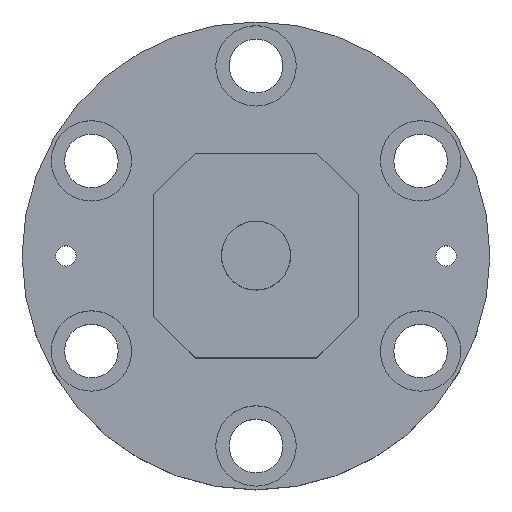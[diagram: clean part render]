
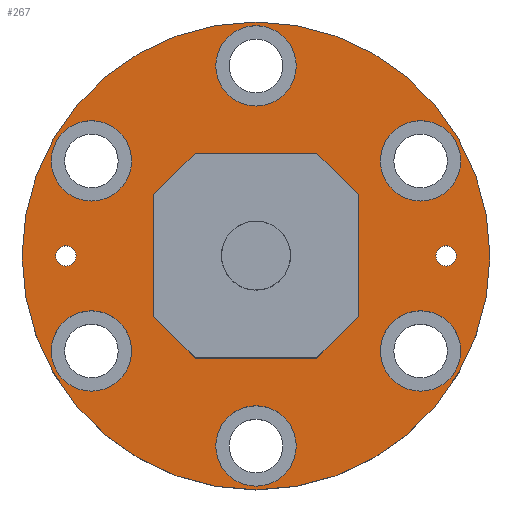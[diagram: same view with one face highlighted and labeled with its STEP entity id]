
A CAD part, top view. The second image highlights one B-rep face of the part: STEP entity #267.
In plain terms, the highlighted planar face has unit normal (0, 0, 1).
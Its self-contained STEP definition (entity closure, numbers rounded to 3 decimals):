
#267=ADVANCED_FACE('',(#629,#630,#631,#632,#633,#634,#635,#636,#637,#638),#639,.T.);
#629=FACE_BOUND('',#1151,.T.);
#630=FACE_BOUND('',#1152,.T.);
#631=FACE_BOUND('',#1153,.T.);
#632=FACE_BOUND('',#1154,.T.);
#633=FACE_BOUND('',#1155,.T.);
#634=FACE_BOUND('',#1156,.T.);
#635=FACE_BOUND('',#1157,.T.);
#636=FACE_OUTER_BOUND('',#1158,.T.);
#637=FACE_BOUND('',#1159,.T.);
#638=FACE_BOUND('',#1160,.T.);
#639=PLANE('',#1161);
#1151=EDGE_LOOP('',(#1806,#1807));
#1152=EDGE_LOOP('',(#1808,#1809));
#1153=EDGE_LOOP('',(#1810,#1811));
#1154=EDGE_LOOP('',(#1812,#1813));
#1155=EDGE_LOOP('',(#1814,#1815));
#1156=EDGE_LOOP('',(#1816,#1817));
#1157=EDGE_LOOP('',(#1818,#1819));
#1158=EDGE_LOOP('',(#1820,#1821));
#1159=EDGE_LOOP('',(#1822,#1823));
#1160=EDGE_LOOP('',(#1824,#1825));
#1161=AXIS2_PLACEMENT_3D('',#1826,#1827,#1828);
#1806=ORIENTED_EDGE('',*,*,#2942,.T.);
#1807=ORIENTED_EDGE('',*,*,#2935,.T.);
#1808=ORIENTED_EDGE('',*,*,#2884,.T.);
#1809=ORIENTED_EDGE('',*,*,#2950,.T.);
#1810=ORIENTED_EDGE('',*,*,#2874,.T.);
#1811=ORIENTED_EDGE('',*,*,#2951,.T.);
#1812=ORIENTED_EDGE('',*,*,#2864,.T.);
#1813=ORIENTED_EDGE('',*,*,#2952,.T.);
#1814=ORIENTED_EDGE('',*,*,#2854,.T.);
#1815=ORIENTED_EDGE('',*,*,#2953,.T.);
#1816=ORIENTED_EDGE('',*,*,#2844,.T.);
#1817=ORIENTED_EDGE('',*,*,#2954,.T.);
#1818=ORIENTED_EDGE('',*,*,#2834,.T.);
#1819=ORIENTED_EDGE('',*,*,#2955,.T.);
#1820=ORIENTED_EDGE('',*,*,#2812,.T.);
#1821=ORIENTED_EDGE('',*,*,#2956,.T.);
#1822=ORIENTED_EDGE('',*,*,#2925,.T.);
#1823=ORIENTED_EDGE('',*,*,#2948,.T.);
#1824=ORIENTED_EDGE('',*,*,#2930,.T.);
#1825=ORIENTED_EDGE('',*,*,#2945,.T.);
#1826=CARTESIAN_POINT('',(-70.0,0.0,0.0));
#1827=DIRECTION('',(0.0,0.0,1.0));
#1828=DIRECTION('',(-1.0,0.0,0.0));
#2812=EDGE_CURVE('',#3294,#3298,#3300,.T.);
#2834=EDGE_CURVE('',#3338,#3335,#3339,.T.);
#2844=EDGE_CURVE('',#3356,#3353,#3357,.T.);
#2854=EDGE_CURVE('',#3374,#3371,#3375,.T.);
#2864=EDGE_CURVE('',#3392,#3389,#3393,.T.);
#2874=EDGE_CURVE('',#3410,#3407,#3411,.T.);
#2884=EDGE_CURVE('',#3428,#3425,#3429,.T.);
#2925=EDGE_CURVE('',#3499,#3496,#3500,.T.);
#2930=EDGE_CURVE('',#3508,#3505,#3509,.T.);
#2935=EDGE_CURVE('',#3517,#3514,#3518,.T.);
#2942=EDGE_CURVE('',#3514,#3517,#3526,.T.);
#2945=EDGE_CURVE('',#3505,#3508,#3529,.T.);
#2948=EDGE_CURVE('',#3496,#3499,#3532,.T.);
#2950=EDGE_CURVE('',#3425,#3428,#3534,.T.);
#2951=EDGE_CURVE('',#3407,#3410,#3535,.T.);
#2952=EDGE_CURVE('',#3389,#3392,#3536,.T.);
#2953=EDGE_CURVE('',#3371,#3374,#3537,.T.);
#2954=EDGE_CURVE('',#3353,#3356,#3538,.T.);
#2955=EDGE_CURVE('',#3335,#3338,#3539,.T.);
#2956=EDGE_CURVE('',#3298,#3294,#3540,.T.);
#3294=VERTEX_POINT('',#3989);
#3298=VERTEX_POINT('',#3994);
#3300=CIRCLE('',#3997,96.0);
#3335=VERTEX_POINT('',#4040);
#3338=VERTEX_POINT('',#4044);
#3339=CIRCLE('',#4045,16.5);
#3353=VERTEX_POINT('',#4062);
#3356=VERTEX_POINT('',#4066);
#3357=CIRCLE('',#4067,16.5);
#3371=VERTEX_POINT('',#4084);
#3374=VERTEX_POINT('',#4088);
#3375=CIRCLE('',#4089,16.5);
#3389=VERTEX_POINT('',#4106);
#3392=VERTEX_POINT('',#4110);
#3393=CIRCLE('',#4111,16.5);
#3407=VERTEX_POINT('',#4128);
#3410=VERTEX_POINT('',#4132);
#3411=CIRCLE('',#4133,16.5);
#3425=VERTEX_POINT('',#4150);
#3428=VERTEX_POINT('',#4154);
#3429=CIRCLE('',#4155,16.5);
#3496=VERTEX_POINT('',#4239);
#3499=VERTEX_POINT('',#4243);
#3500=CIRCLE('',#4244,4.19);
#3505=VERTEX_POINT('',#4250);
#3508=VERTEX_POINT('',#4254);
#3509=CIRCLE('',#4255,4.19);
#3514=VERTEX_POINT('',#4261);
#3517=VERTEX_POINT('',#4265);
#3518=CIRCLE('',#4266,18.0);
#3526=CIRCLE('',#4275,18.0);
#3529=CIRCLE('',#4278,4.19);
#3532=CIRCLE('',#4281,4.19);
#3534=CIRCLE('',#4283,16.5);
#3535=CIRCLE('',#4284,16.5);
#3536=CIRCLE('',#4285,16.5);
#3537=CIRCLE('',#4286,16.5);
#3538=CIRCLE('',#4287,16.5);
#3539=CIRCLE('',#4288,16.5);
#3540=CIRCLE('',#4289,96.0);
#3989=CARTESIAN_POINT('',(-96.0,0.0,0.0));
#3994=CARTESIAN_POINT('',(96.0,0.,0.0));
#3997=AXIS2_PLACEMENT_3D('',#4818,#4819,#4820);
#4040=CARTESIAN_POINT('',(59.3,-53.289,0.0));
#4044=CARTESIAN_POINT('',(75.8,-24.711,0.0));
#4045=AXIS2_PLACEMENT_3D('',#4851,#4852,#4853);
#4062=CARTESIAN_POINT('',(75.8,24.711,0.0));
#4066=CARTESIAN_POINT('',(59.3,53.289,0.0));
#4067=AXIS2_PLACEMENT_3D('',#4867,#4868,#4869);
#4084=CARTESIAN_POINT('',(16.5,78.,0.0));
#4088=CARTESIAN_POINT('',(-16.5,78.,0.0));
#4089=AXIS2_PLACEMENT_3D('',#4883,#4884,#4885);
#4106=CARTESIAN_POINT('',(-59.3,53.289,0.0));
#4110=CARTESIAN_POINT('',(-75.8,24.711,0.0));
#4111=AXIS2_PLACEMENT_3D('',#4899,#4900,#4901);
#4128=CARTESIAN_POINT('',(-75.8,-24.711,0.0));
#4132=CARTESIAN_POINT('',(-59.3,-53.289,0.0));
#4133=AXIS2_PLACEMENT_3D('',#4915,#4916,#4917);
#4150=CARTESIAN_POINT('',(-16.5,-78.,0.0));
#4154=CARTESIAN_POINT('',(16.5,-78.,0.0));
#4155=AXIS2_PLACEMENT_3D('',#4931,#4932,#4933);
#4239=CARTESIAN_POINT('',(-82.19,0.,0.0));
#4243=CARTESIAN_POINT('',(-73.81,0.,0.0));
#4244=AXIS2_PLACEMENT_3D('',#4991,#4992,#4993);
#4250=CARTESIAN_POINT('',(82.19,0.,0.0));
#4254=CARTESIAN_POINT('',(73.81,0.,0.0));
#4255=AXIS2_PLACEMENT_3D('',#4999,#5000,#5001);
#4261=CARTESIAN_POINT('',(18.0,0.0,0.0));
#4265=CARTESIAN_POINT('',(-18.0,0.,0.0));
#4266=AXIS2_PLACEMENT_3D('',#5007,#5008,#5009);
#4275=AXIS2_PLACEMENT_3D('',#5020,#5021,#5022);
#4278=AXIS2_PLACEMENT_3D('',#5026,#5027,#5028);
#4281=AXIS2_PLACEMENT_3D('',#5032,#5033,#5034);
#4283=AXIS2_PLACEMENT_3D('',#5035,#5036,#5037);
#4284=AXIS2_PLACEMENT_3D('',#5038,#5039,#5040);
#4285=AXIS2_PLACEMENT_3D('',#5041,#5042,#5043);
#4286=AXIS2_PLACEMENT_3D('',#5044,#5045,#5046);
#4287=AXIS2_PLACEMENT_3D('',#5047,#5048,#5049);
#4288=AXIS2_PLACEMENT_3D('',#5050,#5051,#5052);
#4289=AXIS2_PLACEMENT_3D('',#5053,#5054,#5055);
#4818=CARTESIAN_POINT('',(0.0,0.0,0.0));
#4819=DIRECTION('',(0.0,0.0,1.0));
#4820=DIRECTION('',(-1.0,0.0,0.0));
#4851=CARTESIAN_POINT('',(67.55,-39.0,0.0));
#4852=DIRECTION('',(-0.0,0.0,-1.0));
#4853=DIRECTION('',(-0.5,-0.866,0.0));
#4867=CARTESIAN_POINT('',(67.55,39.0,0.0));
#4868=DIRECTION('',(0.0,-0.0,-1.0));
#4869=DIRECTION('',(0.5,-0.866,0.0));
#4883=CARTESIAN_POINT('',(0.,78.0,0.0));
#4884=DIRECTION('',(0.0,0.0,-1.0));
#4885=DIRECTION('',(1.0,0.,0.0));
#4899=CARTESIAN_POINT('',(-67.55,39.,0.0));
#4900=DIRECTION('',(0.0,0.0,-1.0));
#4901=DIRECTION('',(0.5,0.866,0.0));
#4915=CARTESIAN_POINT('',(-67.55,-39.0,0.0));
#4916=DIRECTION('',(-0.0,0.0,-1.0));
#4917=DIRECTION('',(-0.5,0.866,0.0));
#4931=CARTESIAN_POINT('',(0.,-78.0,0.0));
#4932=DIRECTION('',(-0.0,0.0,-1.0));
#4933=DIRECTION('',(-1.0,0.,0.0));
#4991=CARTESIAN_POINT('',(-78.0,0.0,0.0));
#4992=DIRECTION('',(-0.0,0.0,-1.0));
#4993=DIRECTION('',(-1.0,0.,0.0));
#4999=CARTESIAN_POINT('',(78.0,0.,0.0));
#5000=DIRECTION('',(0.0,0.0,-1.0));
#5001=DIRECTION('',(1.0,0.,0.0));
#5007=CARTESIAN_POINT('',(0.0,0.0,0.0));
#5008=DIRECTION('',(0.0,0.0,-1.0));
#5009=DIRECTION('',(1.0,0.0,0.0));
#5020=CARTESIAN_POINT('',(0.0,0.0,0.0));
#5021=DIRECTION('',(0.0,0.0,-1.0));
#5022=DIRECTION('',(1.0,0.0,0.0));
#5026=CARTESIAN_POINT('',(78.0,0.,0.0));
#5027=DIRECTION('',(0.0,0.0,-1.0));
#5028=DIRECTION('',(1.0,0.,0.0));
#5032=CARTESIAN_POINT('',(-78.0,0.0,0.0));
#5033=DIRECTION('',(-0.0,0.0,-1.0));
#5034=DIRECTION('',(-1.0,0.,0.0));
#5035=CARTESIAN_POINT('',(0.,-78.0,0.0));
#5036=DIRECTION('',(-0.0,0.0,-1.0));
#5037=DIRECTION('',(-1.0,0.,0.0));
#5038=CARTESIAN_POINT('',(-67.55,-39.0,0.0));
#5039=DIRECTION('',(-0.0,0.0,-1.0));
#5040=DIRECTION('',(-0.5,0.866,0.0));
#5041=CARTESIAN_POINT('',(-67.55,39.,0.0));
#5042=DIRECTION('',(0.0,0.0,-1.0));
#5043=DIRECTION('',(0.5,0.866,0.0));
#5044=CARTESIAN_POINT('',(0.,78.0,0.0));
#5045=DIRECTION('',(0.0,0.0,-1.0));
#5046=DIRECTION('',(1.0,0.,0.0));
#5047=CARTESIAN_POINT('',(67.55,39.0,0.0));
#5048=DIRECTION('',(0.0,-0.0,-1.0));
#5049=DIRECTION('',(0.5,-0.866,0.0));
#5050=CARTESIAN_POINT('',(67.55,-39.0,0.0));
#5051=DIRECTION('',(-0.0,0.0,-1.0));
#5052=DIRECTION('',(-0.5,-0.866,0.0));
#5053=CARTESIAN_POINT('',(0.0,0.0,0.0));
#5054=DIRECTION('',(0.0,0.0,1.0));
#5055=DIRECTION('',(-1.0,0.0,0.0));
